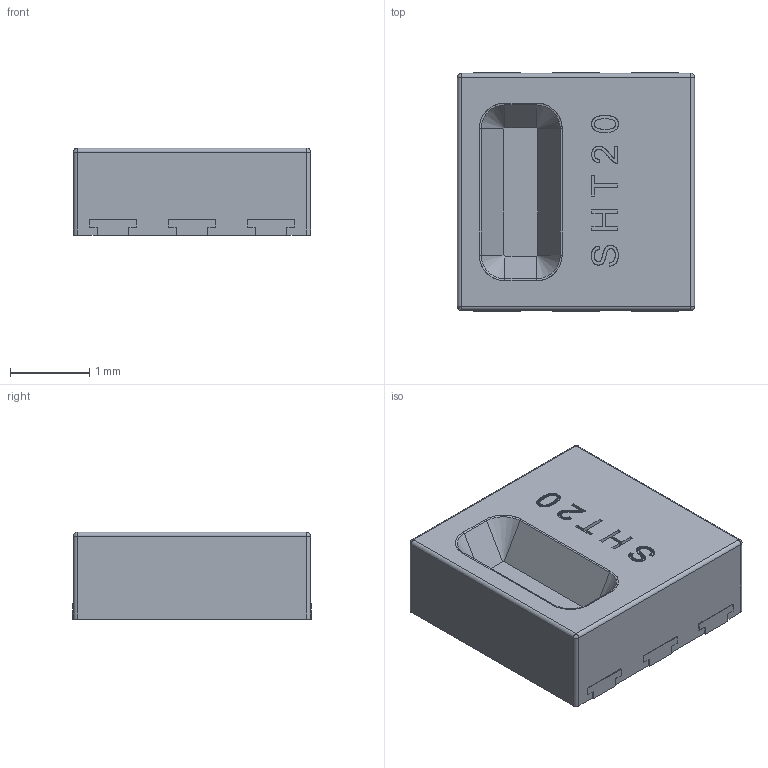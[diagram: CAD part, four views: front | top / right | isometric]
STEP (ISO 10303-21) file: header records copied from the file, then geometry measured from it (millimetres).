
FILE_DESCRIPTION (( 'STEP AP214' ), '1' );
FILE_NAME ('DFN6_3x3mm-SHT20.STEP', '2019-12-31T15:35:16', ( 'Elessar' ), ( '' ), 'SwSTEP 2.0', 'SolidWorks 2018', '' );
FILE_SCHEMA (( 'AUTOMOTIVE_DESIGN' ));
Length unit declared in the file: millimetre
Products named in the file (1): DFN6_3x3mm-SHT20
Bounding box: 3 x 3.02 x 1.11 mm (x, y, z)
Surface area: 32.9 mm2 (no closed solid volume)
Topology: 0 solids, 856 shells, 858 faces, 5052 edges, 5042 vertices
Faces by surface type: plane 832, cylinder 12, bspline 8, cone 6
Entity records: 49024 total; most frequent: CARTESIAN_POINT 11289, DIRECTION 6762, ORIENTED_EDGE 5046, EDGE_CURVE 5044, VERTEX_POINT 5042, LINE 4956, VECTOR 4956, AXIS2_PLACEMENT_3D 903
